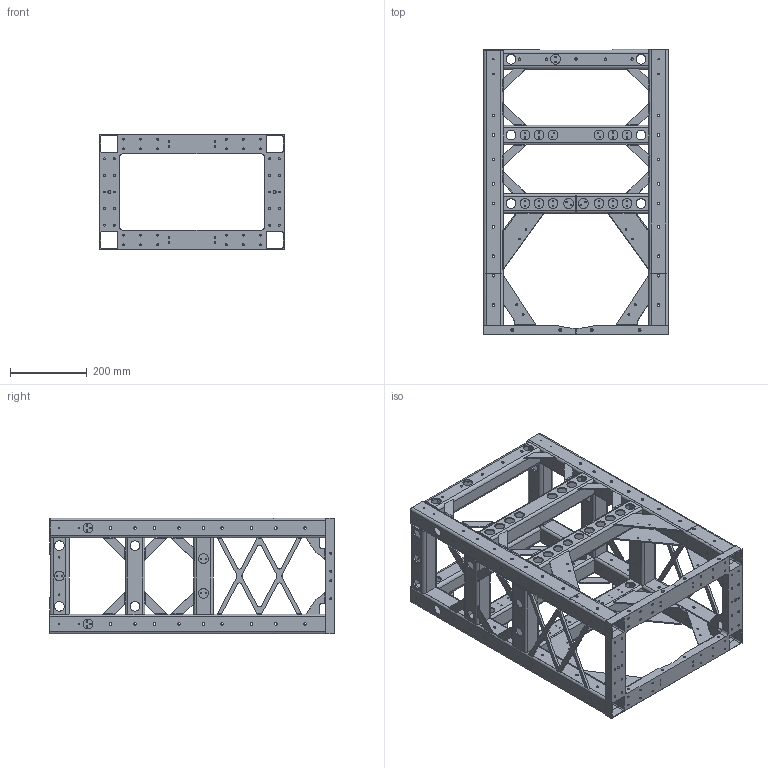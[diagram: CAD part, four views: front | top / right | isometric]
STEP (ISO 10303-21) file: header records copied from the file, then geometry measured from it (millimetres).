
FILE_DESCRIPTION (( 'STEP AP203' ), '1' );
FILE_NAME ('D070442-v7.STEP', '2012-05-29T16:22:06', ( 'Dwayne Giardina' ), ( 'Microsoft' ), 'SwSTEP 2.0', 'SolidWorks 2012', '' );
FILE_SCHEMA (( 'CONFIG_CONTROL_DESIGN' ));
Products named in the file (34): D070442-v7; D070577_Advanced_LIGO_SUS_HLTS_Structure_Side_Gusset_Right Hand; D070577_Advanced_LIGO_SUS_HLTS_Structure_Side_Gusset; D070578_Advanced_LIGO_SUS_HLTS_Structure_Side_Strut; D070584_Advanced_LIGO_SUS_HLTS_Structure_Side_Cross_Beam,_Thin_default; D080282_Advanced_LIGO_SUS_HLTS_Structure_Side_Cross_Beam,_Thick_leg; D070576_Advanced_LIGO_SUS_HLTS_Structure_Lower_Front_Gusset_Right Hand; D070576_Advanced_LIGO_SUS_HLTS_Structure_Lower_Front_Gusset; D070579_Advanced_LIGO_SUS_HLTS_Structure_Upper_Front_Gusset_Right Hand; D070579_Advanced_LIGO_SUS_HLTS_Structure_Upper_Front_Gusset; D070583_Advanced_LIGO_SUS_HLTS_Structure_Front_Cross_Beam,_Thin_leg; D080283_Advanced_LIGO_SUS_HLTS_Structure_Front_Cross_Beam,_Thick_leg; D070581_Advanced_LIGO_SUS_HLTS_Structure_Leg; D070580_Advanced_LIGO_SUS_HLTS_Structure_Top_Gusset; D070575_Advanced_LIGO_SUS_HLTS_Structure_Base_Plate
Assembly tree (63 placements, depth 2):
  D070442-v7
    D070575_Advanced_LIGO_SUS_HLTS_Structure_Base_Plate
    D070581_Advanced_LIGO_SUS_HLTS_Structure_Leg
    D080283_Advanced_LIGO_SUS_HLTS_Structure_Front_Cross_Beam,_Thick_leg
    D070583_Advanced_LIGO_SUS_HLTS_Structure_Front_Cross_Beam,_Thin_leg
    D070583_Advanced_LIGO_SUS_HLTS_Structure_Front_Cross_Beam,_Thin_leg
    D070580_Advanced_LIGO_SUS_HLTS_Structure_Top_Gusset  x28
    D070581_Advanced_LIGO_SUS_HLTS_Structure_Leg
    D070581_Advanced_LIGO_SUS_HLTS_Structure_Leg
    D070581_Advanced_LIGO_SUS_HLTS_Structure_Leg
    D070579_Advanced_LIGO_SUS_HLTS_Structure_Upper_Front_Gusset
    D070579_Advanced_LIGO_SUS_HLTS_Structure_Upper_Front_Gusset
    D070579_Advanced_LIGO_SUS_HLTS_Structure_Upper_Front_Gusset_Right Hand
    D070579_Advanced_LIGO_SUS_HLTS_Structure_Upper_Front_Gusset_Right Hand
    D070576_Advanced_LIGO_SUS_HLTS_Structure_Lower_Front_Gusset
    D070576_Advanced_LIGO_SUS_HLTS_Structure_Lower_Front_Gusset_Right Hand
    D080283_Advanced_LIGO_SUS_HLTS_Structure_Front_Cross_Beam,_Thick_leg
    D070583_Advanced_LIGO_SUS_HLTS_Structure_Front_Cross_Beam,_Thin_leg
    D070583_Advanced_LIGO_SUS_HLTS_Structure_Front_Cross_Beam,_Thin_leg
    D070579_Advanced_LIGO_SUS_HLTS_Structure_Upper_Front_Gusset
    D070579_Advanced_LIGO_SUS_HLTS_Structure_Upper_Front_Gusset
    D070579_Advanced_LIGO_SUS_HLTS_Structure_Upper_Front_Gusset_Right Hand
    D070579_Advanced_LIGO_SUS_HLTS_Structure_Upper_Front_Gusset_Right Hand
    D070576_Advanced_LIGO_SUS_HLTS_Structure_Lower_Front_Gusset
    D070576_Advanced_LIGO_SUS_HLTS_Structure_Lower_Front_Gusset_Right Hand
    D080282_Advanced_LIGO_SUS_HLTS_Structure_Side_Cross_Beam,_Thick_leg
    D070584_Advanced_LIGO_SUS_HLTS_Structure_Side_Cross_Beam,_Thin_default
    D070584_Advanced_LIGO_SUS_HLTS_Structure_Side_Cross_Beam,_Thin_default
    D080282_Advanced_LIGO_SUS_HLTS_Structure_Side_Cross_Beam,_Thick_leg
    D070584_Advanced_LIGO_SUS_HLTS_Structure_Side_Cross_Beam,_Thin_default
    D070584_Advanced_LIGO_SUS_HLTS_Structure_Side_Cross_Beam,_Thin_default
    D070578_Advanced_LIGO_SUS_HLTS_Structure_Side_Strut  x2
    D070577_Advanced_LIGO_SUS_HLTS_Structure_Side_Gusset  x2
    D070577_Advanced_LIGO_SUS_HLTS_Structure_Side_Gusset_Right Hand  x2
Bounding box: 481 x 740.25 x 300 mm (x, y, z)
Volume: 5489587.2 mm3; surface area: 2791533.4 mm2
Topology: 63 solids, 63 shells, 1841 faces, 5068 edges, 3362 vertices
Faces by surface type: cylinder 1126, plane 679, cone 36
Entity records: 57961 total; most frequent: DIRECTION 9849, CARTESIAN_POINT 9019, ORIENTED_EDGE 8766, EDGE_CURVE 4383, AXIS2_PLACEMENT_3D 3882, VERTEX_POINT 2908, EDGE_LOOP 2515, CIRCLE 2262
